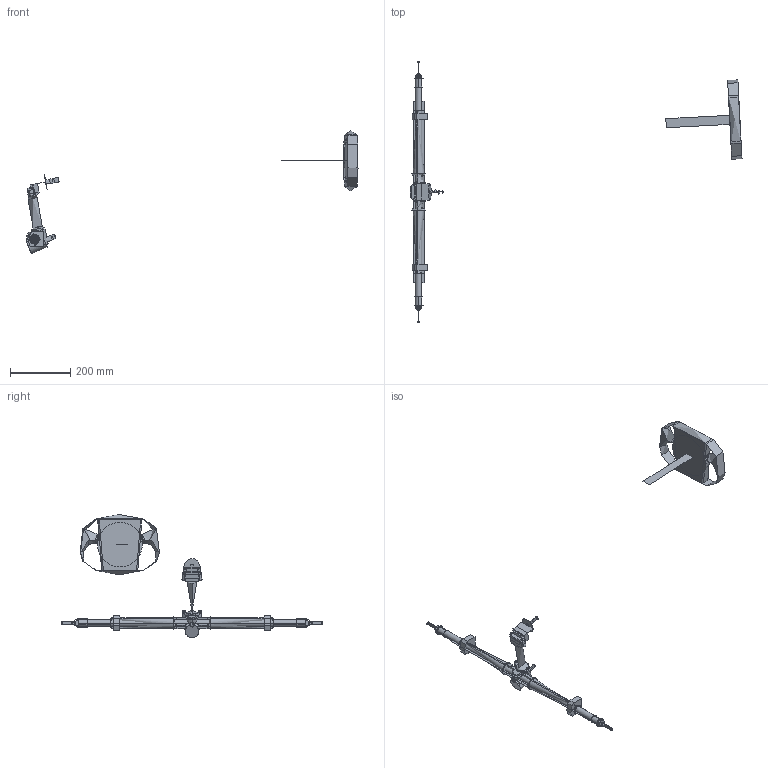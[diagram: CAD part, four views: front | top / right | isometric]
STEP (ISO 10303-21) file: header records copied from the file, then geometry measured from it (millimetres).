
FILE_DESCRIPTION(/* description */ (''),/* implementation_level */ '2;1');
FILE_NAME(/* name */ 'fp_steering_sys',/* time_stamp */ '2017-12-12T21:49:32+09:00',/* author */ (''),/* organization */ (''),/* preprocessor_version */ 'ST-DEVELOPER v15',/* originating_system */ '',/* authorisation */ '');
FILE_SCHEMA (('AUTOMOTIVE_DESIGN'));
Length unit declared in the file: millimetre
Products named in the file (1): Document
Bounding box: 1100.08 x 862 x 407.68 mm (x, y, z)
Volume: 3618978.7 mm3; surface area: 648709.3 mm2
Topology: 12 solids, 15 shells, 443 faces, 1038 edges, 627 vertices
Faces by surface type: bspline 346, plane 97
Entity records: 28622 total; most frequent: CARTESIAN_POINT 22700, ORIENTED_EDGE 2022, EDGE_CURVE 1021, VERTEX_POINT 623, EDGE_LOOP 470, ADVANCED_FACE 443, FACE_OUTER_BOUND 443, B_SPLINE_CURVE_WITH_KNOTS 321
